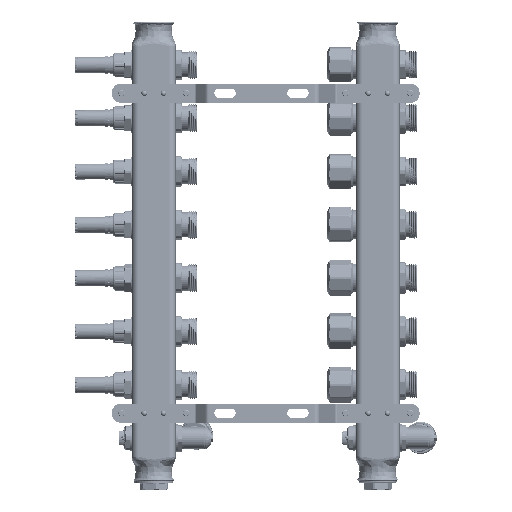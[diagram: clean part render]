
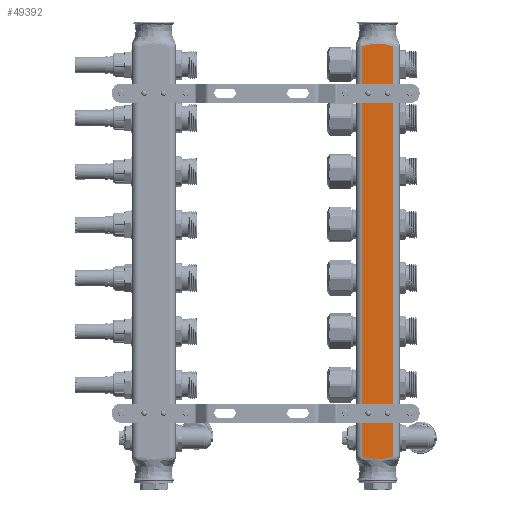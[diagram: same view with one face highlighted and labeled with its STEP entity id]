
A CAD part, front view. The second image highlights one B-rep face of the part: STEP entity #49392.
In plain terms, the highlighted face is planar.
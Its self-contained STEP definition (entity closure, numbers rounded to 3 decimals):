
#2120 = CARTESIAN_POINT ( 'NONE',  ( 19.5, 11.521, -20.849 ) ) ;
#2561 = CARTESIAN_POINT ( 'NONE',  ( 19.5, 8.511, -407.742 ) ) ;
#4553 = CARTESIAN_POINT ( 'NONE',  ( 19.5, -2.442, -408.656 ) ) ;
#4963 = CARTESIAN_POINT ( 'NONE',  ( 19.5, -12.419, -406.972 ) ) ;
#11884 = CARTESIAN_POINT ( 'NONE',  ( 19.5, 4.287, -408.469 ) ) ;
#12283 = CARTESIAN_POINT ( 'NONE',  ( 19.5, -4.27, -408.471 ) ) ;
#12617 = CARTESIAN_POINT ( 'NONE',  ( 19.5, -12.419, -21.028 ) ) ;
#13510 = CARTESIAN_POINT ( 'NONE',  ( 19.5, -11.215, -407.208 ) ) ;
#13845 = CARTESIAN_POINT ( 'NONE',  ( 19.5, -11.516, -20.848 ) ) ;
#15157 = PLANE ( 'NONE',  #78465 ) ;
#20933 = CARTESIAN_POINT ( 'NONE',  ( 19.5, 6.103, -408.202 ) ) ;
#21259 = CARTESIAN_POINT ( 'NONE',  ( 19.5, 8.511, -20.258 ) ) ;
#21319 = CARTESIAN_POINT ( 'NONE',  ( 19.5, 1.232, -408.712 ) ) ;
#22126 = CARTESIAN_POINT ( 'NONE',  ( 19.5, -9.706, -407.492 ) ) ;
#22466 = CARTESIAN_POINT ( 'NONE',  ( 19.5, 2.461, -19.345 ) ) ;
#29879 = CARTESIAN_POINT ( 'NONE',  ( 19.5, 12.124, -407.043 ) ) ;
#30275 = CARTESIAN_POINT ( 'NONE',  ( 19.5, 11.521, -407.151 ) ) ;
#31037 = CARTESIAN_POINT ( 'NONE',  ( 19.5, 12.423, -21.029 ) ) ;
#33070 = CARTESIAN_POINT ( 'NONE',  ( 19.5, 4.287, -19.531 ) ) ;
#34241 = EDGE_CURVE ( 'NONE', #68202, #38400, #98908, .T. ) ;
#38400 = VERTEX_POINT ( 'NONE', #60830 ) ;
#39283 = CARTESIAN_POINT ( 'NONE',  ( 19.5, 9.712, -407.491 ) ) ;
#39620 = CARTESIAN_POINT ( 'NONE',  ( 19.5, 11.219, -20.793 ) ) ;
#39685 = CARTESIAN_POINT ( 'NONE',  ( 19.5, 6.705, -408.092 ) ) ;
#40023 = CARTESIAN_POINT ( 'NONE',  ( 19.5, 6.103, -19.798 ) ) ;
#41243 = CARTESIAN_POINT ( 'NONE',  ( 19.5, -6.093, -19.796 ) ) ;
#41698 = CARTESIAN_POINT ( 'NONE',  ( 19.5, -13.313, -406.748 ) ) ;
#41979 = B_SPLINE_CURVE_WITH_KNOTS ( 'NONE', 3,
 ( #85850, #95676, #94888, #67052, #29879, #30275, #95287, #39283, #2561, #39685, #20933, #67853, #11884, #77238, #21319, #116458, #4553, #12283, #96890, #87045, #50266, #107099, #22126, #13510, #59272, #60497, #4963, #41698, #59665, #49869 ),
 .UNSPECIFIED., .F., .F.,
 ( 4, 2, 2, 2, 2, 2, 2, 2, 2, 2, 2, 2, 2, 2, 4 ),
 ( 0., 0.002, 0.003, 0.004, 0.007, 0.009, 0.011, 0.015, 0.018, 0.02, 0.022, 0.026, 0.027, 0.028, 0.029 ),
 .UNSPECIFIED. ) ;
#45643 = DIRECTION ( 'NONE',  ( -1., 0., 0. ) ) ;
#47167 = DIRECTION ( 'NONE',  ( 0., 0., 1. ) ) ;
#49392 = ADVANCED_FACE ( 'NONE', ( #58458 ), #15157, .F. ) ;
#49869 = CARTESIAN_POINT ( 'NONE',  ( 19.5, -14.5, -406.426 ) ) ;
#50266 = CARTESIAN_POINT ( 'NONE',  ( 19.5, -6.697, -408.093 ) ) ;
#51423 = CARTESIAN_POINT ( 'NONE',  ( 19.5, 4.893, -19.61 ) ) ;
#51819 = VECTOR ( 'NONE', #47167, 1000. ) ;
#54522 = DIRECTION ( 'NONE',  ( 0., 0., 1. ) ) ;
#54915 = CARTESIAN_POINT ( 'NONE',  ( 19.5, 14.5, -214. ) ) ;
#55046 = VECTOR ( 'NONE', #54522, 1000. ) ;
#57615 = CARTESIAN_POINT ( 'NONE',  ( 19.5, 13.908, -21.412 ) ) ;
#58458 = FACE_OUTER_BOUND ( 'NONE', #106508, .T. ) ;
#59039 = VERTEX_POINT ( 'NONE', #111168 ) ;
#59272 = CARTESIAN_POINT ( 'NONE',  ( 19.5, -11.516, -407.152 ) ) ;
#59665 = CARTESIAN_POINT ( 'NONE',  ( 19.5, -13.907, -406.589 ) ) ;
#60497 = CARTESIAN_POINT ( 'NONE',  ( 19.5, -12.121, -407.043 ) ) ;
#60830 = CARTESIAN_POINT ( 'NONE',  ( 19.5, 14.5, -21.574 ) ) ;
#60835 = CARTESIAN_POINT ( 'NONE',  ( 19.5, -13.907, -21.411 ) ) ;
#65596 = CARTESIAN_POINT ( 'NONE',  ( 19.5, 14.5, -214. ) ) ;
#66171 = CARTESIAN_POINT ( 'NONE',  ( 19.5, 14.5, -406.426 ) ) ;
#67052 = CARTESIAN_POINT ( 'NONE',  ( 19.5, 12.423, -406.971 ) ) ;
#67445 = CARTESIAN_POINT ( 'NONE',  ( 19.5, -14.5, -406.426 ) ) ;
#67671 = VERTEX_POINT ( 'NONE', #67445 ) ;
#67853 = CARTESIAN_POINT ( 'NONE',  ( 19.5, 4.893, -408.39 ) ) ;
#68202 = VERTEX_POINT ( 'NONE', #66171 ) ;
#69816 = CARTESIAN_POINT ( 'NONE',  ( 19.5, -6.697, -19.907 ) ) ;
#70343 = EDGE_CURVE ( 'NONE', #68202, #67671, #41979, .T. ) ;
#74947 = B_SPLINE_CURVE_WITH_KNOTS ( 'NONE', 3,
 ( #95622, #57615, #114393, #31037, #86596, #2120, #39620, #105024, #21259, #96021, #40023, #51423, #33070, #22466, #97232, #98484, #79607, #115596, #106639, #41243, #69816, #87805, #88612, #116796, #13845, #107038, #12617, #87386, #60835, #96832 ),
 .UNSPECIFIED., .F., .F.,
 ( 4, 2, 2, 2, 2, 2, 2, 2, 2, 2, 2, 2, 2, 2, 4 ),
 ( 0., 0.002, 0.003, 0.004, 0.007, 0.009, 0.011, 0.015, 0.018, 0.02, 0.022, 0.026, 0.027, 0.028, 0.029 ),
 .UNSPECIFIED. ) ;
#77238 = CARTESIAN_POINT ( 'NONE',  ( 19.5, 2.461, -408.655 ) ) ;
#77441 = ORIENTED_EDGE ( 'NONE', *, *, #113257, .T. ) ;
#78465 = AXIS2_PLACEMENT_3D ( 'NONE', #65596, #45643, #120794 ) ;
#79607 = CARTESIAN_POINT ( 'NONE',  ( 19.5, -2.442, -19.344 ) ) ;
#82760 = CARTESIAN_POINT ( 'NONE',  ( 19.5, -14.5, -214. ) ) ;
#85850 = CARTESIAN_POINT ( 'NONE',  ( 19.5, 14.5, -406.426 ) ) ;
#86596 = CARTESIAN_POINT ( 'NONE',  ( 19.5, 12.124, -20.957 ) ) ;
#87045 = CARTESIAN_POINT ( 'NONE',  ( 19.5, -6.093, -408.204 ) ) ;
#87386 = CARTESIAN_POINT ( 'NONE',  ( 19.5, -13.313, -21.252 ) ) ;
#87805 = CARTESIAN_POINT ( 'NONE',  ( 19.5, -8.505, -20.256 ) ) ;
#88612 = CARTESIAN_POINT ( 'NONE',  ( 19.5, -9.706, -20.508 ) ) ;
#89459 = ORIENTED_EDGE ( 'NONE', *, *, #95642, .F. ) ;
#91611 = ORIENTED_EDGE ( 'NONE', *, *, #34241, .T. ) ;
#94888 = CARTESIAN_POINT ( 'NONE',  ( 19.5, 13.315, -406.748 ) ) ;
#95287 = CARTESIAN_POINT ( 'NONE',  ( 19.5, 11.219, -407.207 ) ) ;
#95622 = CARTESIAN_POINT ( 'NONE',  ( 19.5, 14.5, -21.574 ) ) ;
#95642 = EDGE_CURVE ( 'NONE', #67671, #59039, #101632, .T. ) ;
#95676 = CARTESIAN_POINT ( 'NONE',  ( 19.5, 13.908, -406.588 ) ) ;
#96021 = CARTESIAN_POINT ( 'NONE',  ( 19.5, 6.705, -19.908 ) ) ;
#96832 = CARTESIAN_POINT ( 'NONE',  ( 19.5, -14.5, -21.574 ) ) ;
#96890 = CARTESIAN_POINT ( 'NONE',  ( 19.5, -4.878, -408.392 ) ) ;
#97232 = CARTESIAN_POINT ( 'NONE',  ( 19.5, 1.232, -19.288 ) ) ;
#98484 = CARTESIAN_POINT ( 'NONE',  ( 19.5, -1.22, -19.287 ) ) ;
#98908 = LINE ( 'NONE', #54915, #55046 ) ;
#101632 = LINE ( 'NONE', #82760, #51819 ) ;
#105024 = CARTESIAN_POINT ( 'NONE',  ( 19.5, 9.712, -20.509 ) ) ;
#106508 = EDGE_LOOP ( 'NONE', ( #91611, #77441, #89459, #120012 ) ) ;
#106639 = CARTESIAN_POINT ( 'NONE',  ( 19.5, -4.878, -19.608 ) ) ;
#107038 = CARTESIAN_POINT ( 'NONE',  ( 19.5, -12.121, -20.957 ) ) ;
#107099 = CARTESIAN_POINT ( 'NONE',  ( 19.5, -8.505, -407.744 ) ) ;
#111168 = CARTESIAN_POINT ( 'NONE',  ( 19.5, -14.5, -21.574 ) ) ;
#113257 = EDGE_CURVE ( 'NONE', #38400, #59039, #74947, .T. ) ;
#114393 = CARTESIAN_POINT ( 'NONE',  ( 19.5, 13.315, -21.252 ) ) ;
#115596 = CARTESIAN_POINT ( 'NONE',  ( 19.5, -4.27, -19.529 ) ) ;
#116458 = CARTESIAN_POINT ( 'NONE',  ( 19.5, -1.22, -408.713 ) ) ;
#116796 = CARTESIAN_POINT ( 'NONE',  ( 19.5, -11.215, -20.792 ) ) ;
#120012 = ORIENTED_EDGE ( 'NONE', *, *, #70343, .F. ) ;
#120794 = DIRECTION ( 'NONE',  ( 0., -1., 0. ) ) ;
